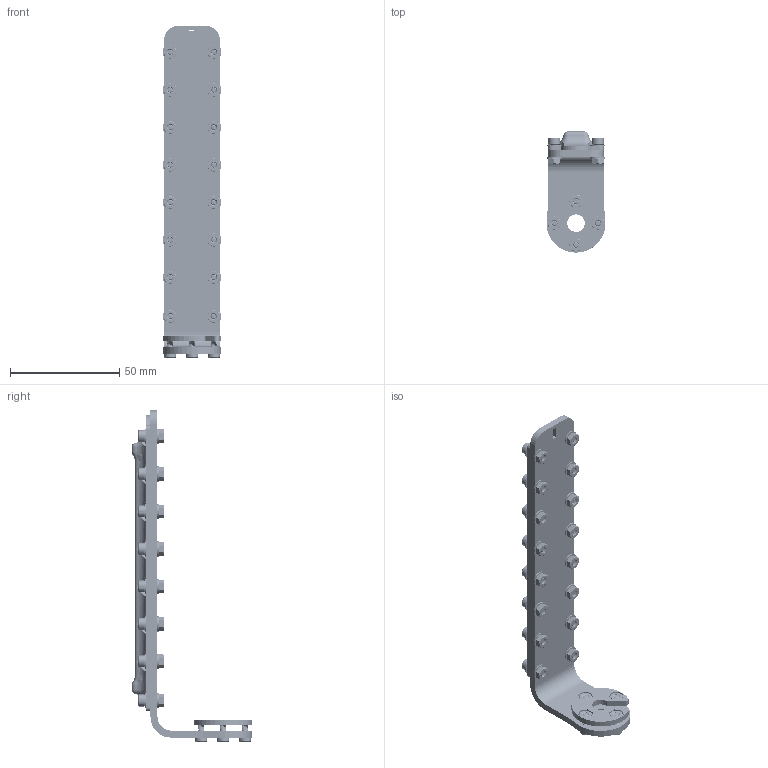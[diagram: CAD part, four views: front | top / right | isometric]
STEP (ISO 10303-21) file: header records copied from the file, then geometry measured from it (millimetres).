
FILE_DESCRIPTION(/* description */ (''),/* implementation_level */ '2;1');
FILE_NAME(/* name */ 'Internal Wiper v61.step',/* time_stamp */ '2021-09-01T22:57:19-04:00',/* author */ (''),/* organization */ (''),/* preprocessor_version */ 'ST-DEVELOPER v18.1',/* originating_system */ 'Autodesk Translation Framework v10.10.0.1391',/* authorisation */ '');
FILE_SCHEMA (('AUTOMOTIVE_DESIGN { 1 0 10303 214 3 1 1 }'));
Length unit declared in the file: millimetre
Products named in the file (13): Internal Wiper; metal wiper; fasteners - servo horn; M3 thin nut 90695A033_Steel Thin Hex Nut; M3x8 thin 90666A104_TYPE 316 SS LOW PROFILE; brace; magnets; B 5862K116_HIGH-PULL RARE EARTH MAGNETIC DISC; magnet holder; fasteners; M3 93475A210_TYPE 18-8 STAINLESS STEEL FLAT WASHER; M3 90591A250_ZINC-PLATED STEEL HEX NUT; M3x8 91290A113_Black-Oxide Alloy Steel Socket Head Screw
Assembly tree (79 placements, depth 3):
  Internal Wiper
    metal wiper
    fasteners - servo horn
      M3 thin nut 90695A033_Steel Thin Hex Nut  x4
      M3x8 thin 90666A104_TYPE 316 SS LOW PROFILE  x4
    brace
    magnets
      B 5862K116_HIGH-PULL RARE EARTH MAGNETIC DISC
    magnet holder
    fasteners
      M3 93475A210_TYPE 18-8 STAINLESS STEEL FLAT WASHER  x32
      M3 90591A250_ZINC-PLATED STEEL HEX NUT  x16
      M3x8 91290A113_Black-Oxide Alloy Steel Socket Head Screw  x16
Bounding box: 27 x 55.33 x 152 mm (x, y, z)
Volume: 41186.6 mm3; surface area: 27763.3 mm2
Topology: 76 solids, 76 shells, 2064 faces, 5021 edges, 3163 vertices
Faces by surface type: cylinder 959, plane 501, cone 476, bspline 105, torus 15, sphere 8
Full cylindrical faces by diameter (mm): 2.35 x284, 3 x376, 3.2 x32, 3.4 x40, 5.5 x20, 6.35 x1, 7 x32, 7.15 x7, 8 x1
Entity records: 21543 total; most frequent: CARTESIAN_POINT 11596, ORIENTED_EDGE 1960, DIRECTION 1922, EDGE_CURVE 980, AXIS2_PLACEMENT_3D 761, VERTEX_POINT 624, EDGE_LOOP 502, LINE 400
